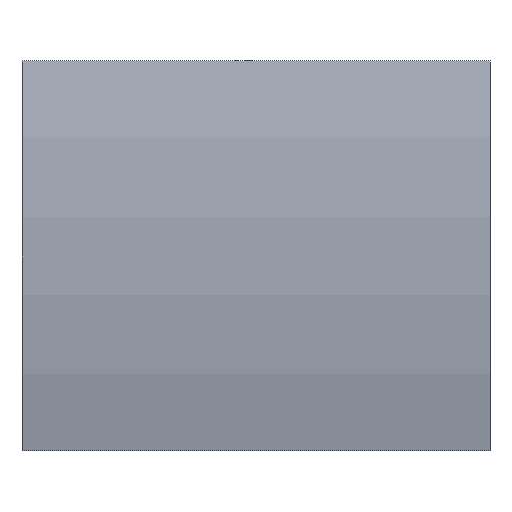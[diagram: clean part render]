
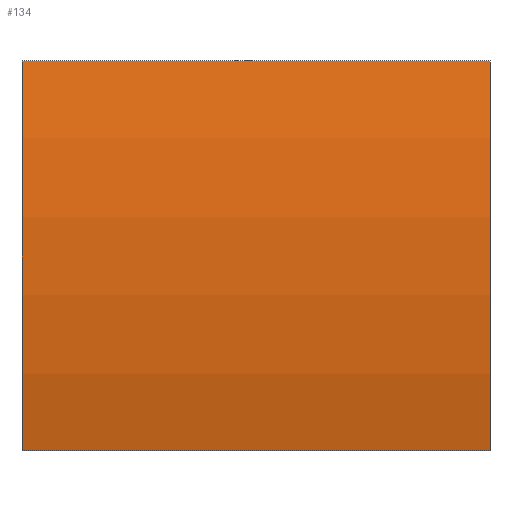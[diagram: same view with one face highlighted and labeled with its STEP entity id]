
A CAD part, left-side view. The second image highlights one B-rep face of the part: STEP entity #134.
In plain terms, the highlighted cylindrical face has radius 20.68 mm (diameter 41.36 mm), a partial arc.
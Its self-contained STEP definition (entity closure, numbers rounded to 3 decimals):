
#5 = AXIS2_PLACEMENT_3D ( 'NONE', #40, #98, #121 ) ;
#7 = CIRCLE ( 'NONE', #114, 20.68 ) ;
#14 = VECTOR ( 'NONE', #106, 1000. ) ;
#22 = VERTEX_POINT ( 'NONE', #119 ) ;
#32 = LINE ( 'NONE', #141, #96 ) ;
#35 = CARTESIAN_POINT ( 'NONE',  ( -15.711, 12., -5. ) ) ;
#40 = CARTESIAN_POINT ( 'NONE',  ( 4.355, 12., 0. ) ) ;
#51 = VERTEX_POINT ( 'NONE', #154 ) ;
#53 = CARTESIAN_POINT ( 'NONE',  ( 4.355, 0., 0. ) ) ;
#56 = CIRCLE ( 'NONE', #104, 20.68 ) ;
#61 = CARTESIAN_POINT ( 'NONE',  ( 4.355, 12., 0. ) ) ;
#70 = CYLINDRICAL_SURFACE ( 'NONE', #5, 20.68 ) ;
#77 = ORIENTED_EDGE ( 'NONE', *, *, #157, .T. ) ;
#78 = EDGE_LOOP ( 'NONE', ( #77, #101, #82, #97 ) ) ;
#82 = ORIENTED_EDGE ( 'NONE', *, *, #189, .F. ) ;
#86 = DIRECTION ( 'NONE',  ( 0., 1., 0. ) ) ;
#95 = DIRECTION ( 'NONE',  ( 0., 0., 1. ) ) ;
#96 = VECTOR ( 'NONE', #130, 1000. ) ;
#97 = ORIENTED_EDGE ( 'NONE', *, *, #150, .T. ) ;
#98 = DIRECTION ( 'NONE',  ( 0., -1., 0. ) ) ;
#101 = ORIENTED_EDGE ( 'NONE', *, *, #140, .F. ) ;
#104 = AXIS2_PLACEMENT_3D ( 'NONE', #61, #86, #147 ) ;
#106 = DIRECTION ( 'NONE',  ( 0., -1., 0. ) ) ;
#108 = VERTEX_POINT ( 'NONE', #131 ) ;
#114 = AXIS2_PLACEMENT_3D ( 'NONE', #53, #187, #95 ) ;
#116 = CARTESIAN_POINT ( 'NONE',  ( -15.711, 12., -5. ) ) ;
#119 = CARTESIAN_POINT ( 'NONE',  ( -15.711, 0., 5. ) ) ;
#121 = DIRECTION ( 'NONE',  ( 0., 0., -1. ) ) ;
#130 = DIRECTION ( 'NONE',  ( 0., -1., 0. ) ) ;
#131 = CARTESIAN_POINT ( 'NONE',  ( -15.711, 12., 5. ) ) ;
#134 = ADVANCED_FACE ( 'NONE', ( #149 ), #70, .T. ) ;
#140 = EDGE_CURVE ( 'NONE', #108, #22, #32, .T. ) ;
#141 = CARTESIAN_POINT ( 'NONE',  ( -15.711, 12., 5. ) ) ;
#147 = DIRECTION ( 'NONE',  ( 0., 0., 1. ) ) ;
#149 = FACE_OUTER_BOUND ( 'NONE', #78, .T. ) ;
#150 = EDGE_CURVE ( 'NONE', #173, #51, #158, .T. ) ;
#154 = CARTESIAN_POINT ( 'NONE',  ( -15.711, 0., -5. ) ) ;
#157 = EDGE_CURVE ( 'NONE', #51, #22, #7, .T. ) ;
#158 = LINE ( 'NONE', #116, #14 ) ;
#173 = VERTEX_POINT ( 'NONE', #35 ) ;
#187 = DIRECTION ( 'NONE',  ( 0., 1., 0. ) ) ;
#189 = EDGE_CURVE ( 'NONE', #173, #108, #56, .T. ) ;
